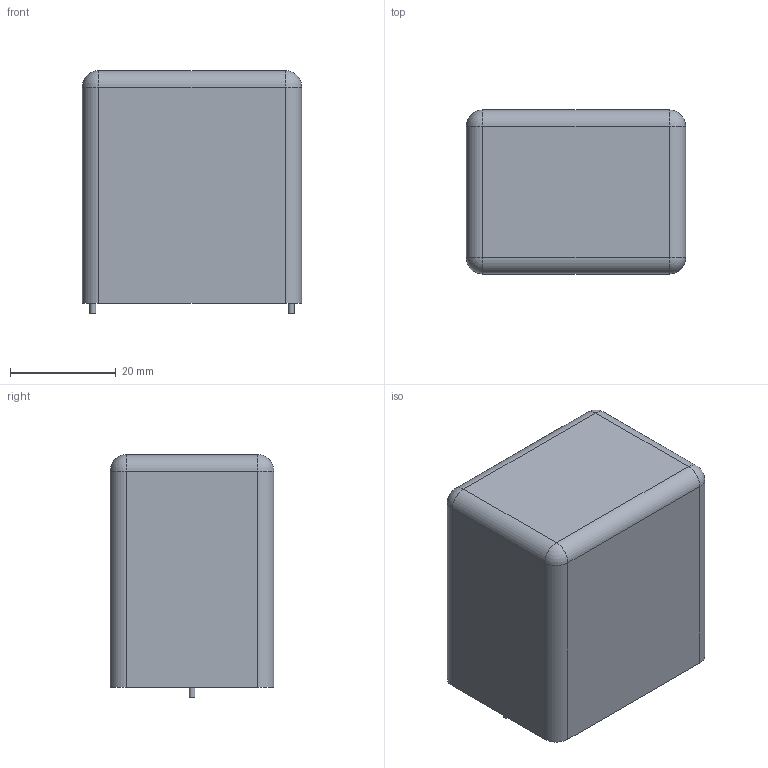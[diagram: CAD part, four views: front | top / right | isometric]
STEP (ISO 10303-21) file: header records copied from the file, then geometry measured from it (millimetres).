
FILE_DESCRIPTION(/* description */ ('model of C_Rect_L41.5mm_W31.0mm_P37.50mm_MKS4'),/* implementation_level */ '2;1');
FILE_NAME(/* name */ 'C_Rect_L41.5mm_W31.0mm_P37.50mm_MKS4.step',/* time_stamp */ '2017-06-04T20:41:48',/* author */ ('kicad StepUp','ksu'),/* organization */ ('FreeCAD'),/* preprocessor_version */ 'OCC',/* originating_system */ 'kicad StepUp',/* authorisation */ '');
FILE_SCHEMA(('AUTOMOTIVE_DESIGN_CC2 { 1 2 10303 214 -1 1 5 4 }'));
Length unit declared in the file: millimetre
Products named in the file (1): C_Rect_L415mm_W310mm_P3750mm_MKS4
Bounding box: 41.5 x 31 x 45.9 mm (x, y, z)
Volume: 55967.6 mm3; surface area: 8525.3 mm2
Topology: 1 solids, 1 shells, 22 faces, 46 edges, 24 vertices
Faces by surface type: cylinder 10, plane 8, sphere 4
Full cylindrical faces by diameter (mm): 1.1 x2
Entity records: 420 total; most frequent: ORIENTED_EDGE 56, CARTESIAN_POINT 46, AXIS2_PLACEMENT_3D 42, EDGE_CURVE 42, FACE_BOUND 24, EDGE_LOOP 24, VERTEX_POINT 24, ADVANCED_FACE 22
